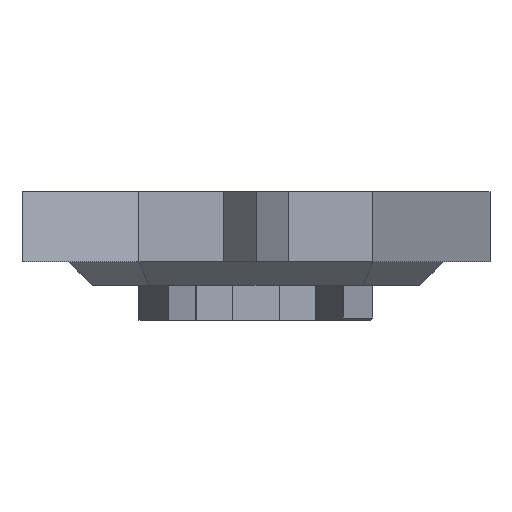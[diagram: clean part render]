
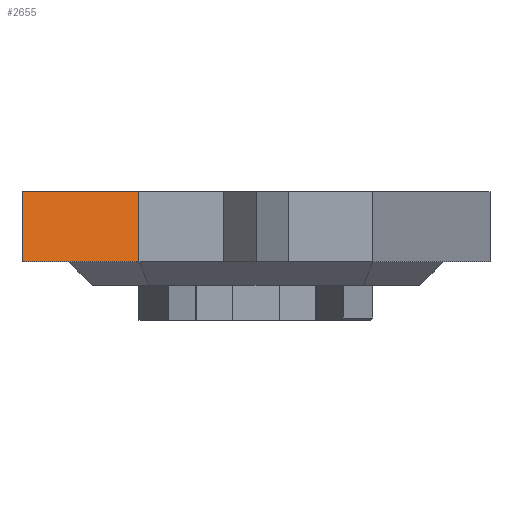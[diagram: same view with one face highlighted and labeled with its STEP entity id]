
A CAD part, front view. The second image highlights one B-rep face of the part: STEP entity #2655.
In plain terms, the highlighted planar face has unit normal (0.371, -0.928, 0).
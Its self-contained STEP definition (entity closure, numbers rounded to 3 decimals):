
#358=FACE_OUTER_BOUND('',#534,.T.);
#534=EDGE_LOOP('',(#2301,#2302,#2303,#2304));
#790=LINE('',#4431,#1060);
#791=LINE('',#4434,#1061);
#792=LINE('',#4436,#1062);
#793=LINE('',#4437,#1063);
#1060=VECTOR('',#3707,10.);
#1061=VECTOR('',#3710,10.);
#1062=VECTOR('',#3711,10.);
#1063=VECTOR('',#3712,10.);
#1254=VERTEX_POINT('',#4425);
#1256=VERTEX_POINT('',#4429);
#1257=VERTEX_POINT('',#4433);
#1258=VERTEX_POINT('',#4435);
#1608=EDGE_CURVE('',#1254,#1256,#790,.T.);
#1609=EDGE_CURVE('',#1254,#1257,#791,.T.);
#1610=EDGE_CURVE('',#1258,#1256,#792,.T.);
#1611=EDGE_CURVE('',#1257,#1258,#793,.T.);
#2301=ORIENTED_EDGE('',*,*,#1609,.F.);
#2302=ORIENTED_EDGE('',*,*,#1608,.T.);
#2303=ORIENTED_EDGE('',*,*,#1610,.F.);
#2304=ORIENTED_EDGE('',*,*,#1611,.F.);
#2479=PLANE('',#2947);
#2655=ADVANCED_FACE('',(#358),#2479,.T.);
#2947=AXIS2_PLACEMENT_3D('',#4432,#3708,#3709);
#3707=DIRECTION('',(0.,0.,-1.));
#3708=DIRECTION('center_axis',(0.371,-0.928,0.));
#3709=DIRECTION('ref_axis',(-0.928,-0.371,0.));
#3710=DIRECTION('',(0.928,0.371,0.));
#3711=DIRECTION('',(-0.928,-0.371,0.));
#3712=DIRECTION('',(0.,0.,-1.));
#4425=CARTESIAN_POINT('',(-100.,-100.,30.));
#4429=CARTESIAN_POINT('',(-100.,-100.,0.));
#4431=CARTESIAN_POINT('',(-100.,-100.,30.));
#4432=CARTESIAN_POINT('Origin',(-50.,-80.,30.));
#4433=CARTESIAN_POINT('',(-50.,-80.,30.));
#4434=CARTESIAN_POINT('',(-100.,-100.,30.));
#4435=CARTESIAN_POINT('',(-50.,-80.,0.));
#4436=CARTESIAN_POINT('',(-100.,-100.,0.));
#4437=CARTESIAN_POINT('',(-50.,-80.,30.));
